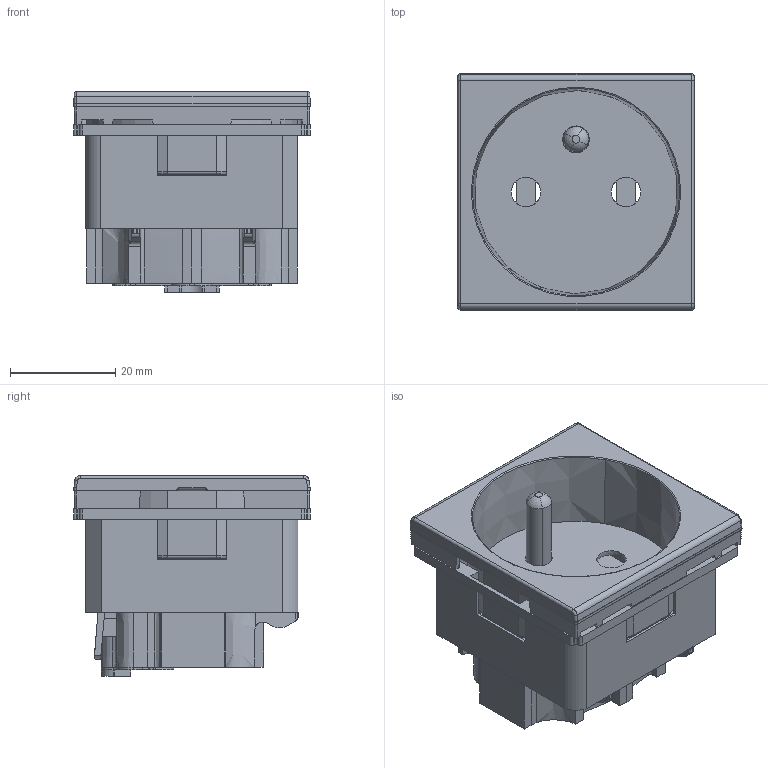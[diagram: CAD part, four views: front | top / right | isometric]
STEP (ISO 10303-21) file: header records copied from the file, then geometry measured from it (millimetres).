
FILE_DESCRIPTION(('CATIA V5 STEP Exchange','CAx-IF Rec.Pracs.--- Model Styling and Organization---1.5--- 2016-08-15','CAx-IF Rec.Pracs.---Supplemental Geometry---1.0---2011-11-01','CAx-IF Rec.Pracs.--- Composite Materials ---1.1---2010-07-15'),'2;1');
FILE_NAME ('029803-1_1', '2025-09-04T11:36:14+00:00', ('none'), ('Weidmueller'), 'CATIA Version 5-6 Release 2024 SP4', 'CATIA V5 STEP AP214 v3', 'none');
FILE_SCHEMA(('AUTOMOTIVE_DESIGN { 1 0 10303 214 1 1 1 1 }'));
Length unit declared in the file: millimetre
Products named in the file (1): 2007230000
Bounding box: 45 x 45 x 38.15 mm (x, y, z)
Volume: 18547.9 mm3; surface area: 21805.1 mm2
Topology: 1 solids, 1 shells, 492 faces, 1454 edges, 947 vertices
Faces by surface type: plane 254, cylinder 96, extrusion 89, torus 25, cone 14, sphere 8, bspline 6
Entity records: 18353 total; most frequent: CARTESIAN_POINT 5756, ORIENTED_EDGE 2896, DIRECTION 1809, EDGE_CURVE 1448, VECTOR 1008, VERTEX_POINT 947, LINE 919, EDGE_LOOP 533
